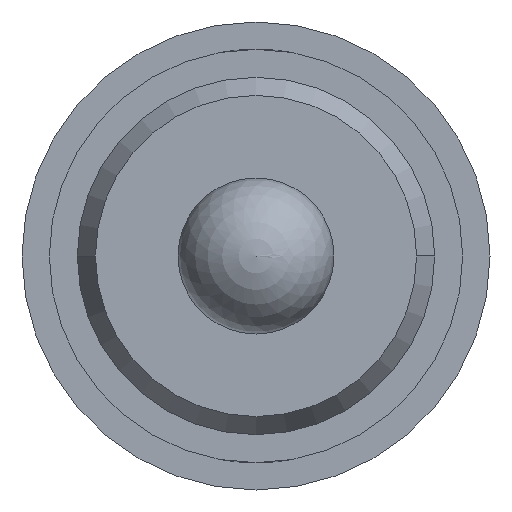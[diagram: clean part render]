
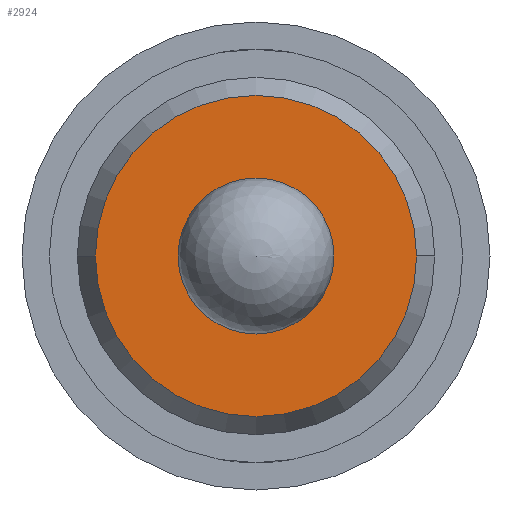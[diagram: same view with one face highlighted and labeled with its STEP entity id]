
A CAD part, front view. The second image highlights one B-rep face of the part: STEP entity #2924.
In plain terms, the highlighted planar face has unit normal (0, -1, 0).
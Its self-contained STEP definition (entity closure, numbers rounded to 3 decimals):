
#6 = EDGE_CURVE ( 'Defeature ausgef�hrt1_22+Defeature ausgef�hrt1_24+Defeature ausgef�hrt1_24+Defeature ausgef�hrt1_24', #4582, #1547, #90, .T. ) ;
#90 = CIRCLE ( 'NONE', #2822, 1.03 ) ;
#301 = CARTESIAN_POINT ( 'NONE',  ( 0., -28.6, 0. ) ) ;
#333 = AXIS2_PLACEMENT_3D ( 'NONE', #4349, #3496, #4334 ) ;
#389 = VERTEX_POINT ( 'NONE', #3800 ) ;
#452 = ORIENTED_EDGE ( 'NONE', *, *, #3516, .T. ) ;
#759 = CARTESIAN_POINT ( 'NONE',  ( 0., -28.6, 0. ) ) ;
#875 = EDGE_CURVE ( 'Defeature ausgef�hrt1_22+Defeature ausgef�hrt1_26+Defeature ausgef�hrt1_26+Defeature ausgef�hrt1_26', #2941, #389, #4317, .T. ) ;
#937 = CARTESIAN_POINT ( 'NONE',  ( 0., -28.6, 0. ) ) ;
#1088 = FACE_BOUND ( 'NONE', #2426, .T. ) ;
#1146 = DIRECTION ( 'NONE',  ( 1., 0., 0. ) ) ;
#1206 = CIRCLE ( 'NONE', #1213, 0.5 ) ;
#1213 = AXIS2_PLACEMENT_3D ( 'NONE', #301, #2337, #1937 ) ;
#1383 = DIRECTION ( 'NONE',  ( 0., -1., 0. ) ) ;
#1546 = AXIS2_PLACEMENT_3D ( 'NONE', #5205, #3231, #1146 ) ;
#1547 = VERTEX_POINT ( 'NONE', #3888 ) ;
#1717 = FACE_OUTER_BOUND ( 'NONE', #3829, .T. ) ;
#1937 = DIRECTION ( 'NONE',  ( 0., 0., -1. ) ) ;
#2011 = PLANE ( 'NONE',  #1546 ) ;
#2089 = CARTESIAN_POINT ( 'NONE',  ( -1.03, -28.6, 0. ) ) ;
#2337 = DIRECTION ( 'NONE',  ( 0., 1., 0. ) ) ;
#2406 = DIRECTION ( 'NONE',  ( 0., 0., -1. ) ) ;
#2426 = EDGE_LOOP ( 'NONE', ( #3284, #2796 ) ) ;
#2466 = CIRCLE ( 'NONE', #333, 1.03 ) ;
#2551 = ORIENTED_EDGE ( 'NONE', *, *, #6, .T. ) ;
#2796 = ORIENTED_EDGE ( 'NONE', *, *, #875, .T. ) ;
#2822 = AXIS2_PLACEMENT_3D ( 'NONE', #937, #1383, #3749 ) ;
#2924 = ADVANCED_FACE ( 'Defeature ausgef�hrt1_22', ( #1088, #1717 ), #2011, .T. ) ;
#2941 = VERTEX_POINT ( 'NONE', #3572 ) ;
#3231 = DIRECTION ( 'NONE',  ( 0., -1., 0. ) ) ;
#3284 = ORIENTED_EDGE ( 'NONE', *, *, #4283, .T. ) ;
#3496 = DIRECTION ( 'NONE',  ( 0., -1., 0. ) ) ;
#3516 = EDGE_CURVE ( 'Defeature ausgef�hrt1_22+Defeature ausgef�hrt1_24+Defeature ausgef�hrt1_24+Defeature ausgef�hrt1_24', #1547, #4582, #2466, .T. ) ;
#3572 = CARTESIAN_POINT ( 'NONE',  ( 0., -28.6, -0.5 ) ) ;
#3585 = DIRECTION ( 'NONE',  ( 0., 1., 0. ) ) ;
#3749 = DIRECTION ( 'NONE',  ( 1., 0., 0. ) ) ;
#3800 = CARTESIAN_POINT ( 'NONE',  ( 0., -28.6, 0.5 ) ) ;
#3810 = AXIS2_PLACEMENT_3D ( 'NONE', #759, #3585, #2406 ) ;
#3829 = EDGE_LOOP ( 'NONE', ( #2551, #452 ) ) ;
#3888 = CARTESIAN_POINT ( 'NONE',  ( 1.03, -28.6, 0. ) ) ;
#4283 = EDGE_CURVE ( 'Defeature ausgef�hrt1_22+Defeature ausgef�hrt1_26+Defeature ausgef�hrt1_26+Defeature ausgef�hrt1_26', #389, #2941, #1206, .T. ) ;
#4317 = CIRCLE ( 'NONE', #3810, 0.5 ) ;
#4334 = DIRECTION ( 'NONE',  ( 1., 0., 0. ) ) ;
#4349 = CARTESIAN_POINT ( 'NONE',  ( 0., -28.6, 0. ) ) ;
#4582 = VERTEX_POINT ( 'NONE', #2089 ) ;
#5205 = CARTESIAN_POINT ( 'NONE',  ( -1.145, -28.6, 0. ) ) ;
